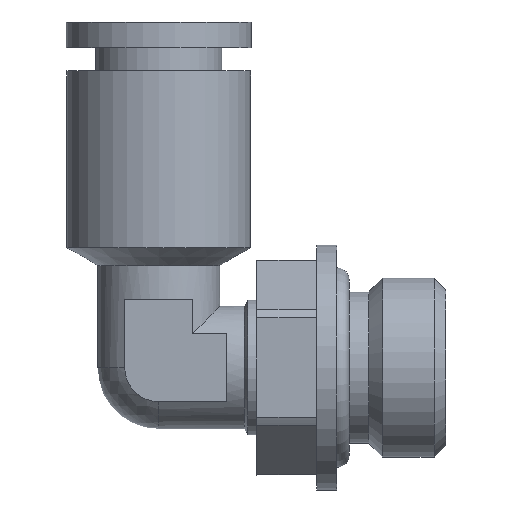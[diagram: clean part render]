
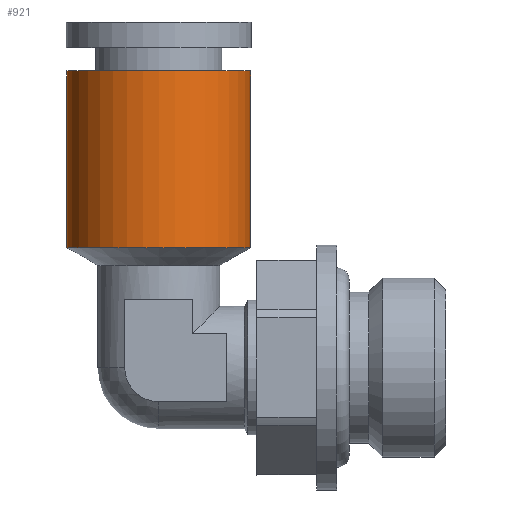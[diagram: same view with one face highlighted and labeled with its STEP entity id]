
A CAD part, left-side view. The second image highlights one B-rep face of the part: STEP entity #921.
In plain terms, the highlighted cylindrical face has radius 6.75 mm (diameter 13.5 mm), a full revolution.
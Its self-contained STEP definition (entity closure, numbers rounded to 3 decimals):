
#327=VERTEX_POINT('',#1414);
#328=VERTEX_POINT('',#1417);
#387=CIRCLE('',#1565,6.75);
#388=CIRCLE('',#1567,6.75);
#469=EDGE_CURVE('',#327,#327,#387,.T.);
#470=EDGE_CURVE('',#328,#328,#388,.F.);
#632=ORIENTED_EDGE('',*,*,#469,.F.);
#633=ORIENTED_EDGE('',*,*,#470,.T.);
#773=EDGE_LOOP('',(#632));
#774=EDGE_LOOP('',(#633));
#858=FACE_BOUND('',#773,.T.);
#859=FACE_BOUND('',#774,.T.);
#921=ADVANCED_FACE('',(#858,#859),#959,.T.);
#959=CYLINDRICAL_SURFACE('',#1566,6.75);
#1141=DIRECTION('',(0.,0.,-1.));
#1142=DIRECTION('',(-6.75,0.,0.));
#1143=DIRECTION('',(0.,0.,1.));
#1144=DIRECTION('',(-6.75,0.,0.));
#1145=DIRECTION('',(0.,0.,1.));
#1146=DIRECTION('',(-6.75,0.,0.));
#1413=CARTESIAN_POINT('',(0.,0.,8.799));
#1414=CARTESIAN_POINT('',(-6.75,0.,8.799));
#1415=CARTESIAN_POINT('',(0.,0.,0.));
#1416=CARTESIAN_POINT('',(0.,0.,21.8));
#1417=CARTESIAN_POINT('',(-6.75,0.,21.8));
#1565=AXIS2_PLACEMENT_3D('',#1413,#1141,#1142);
#1566=AXIS2_PLACEMENT_3D('',#1415,#1143,#1144);
#1567=AXIS2_PLACEMENT_3D('',#1416,#1145,#1146);
